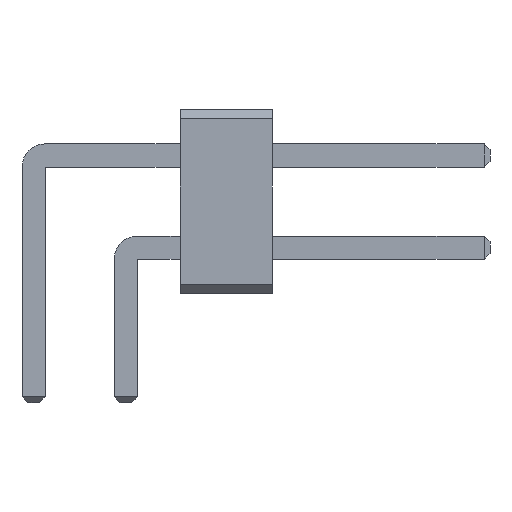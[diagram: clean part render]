
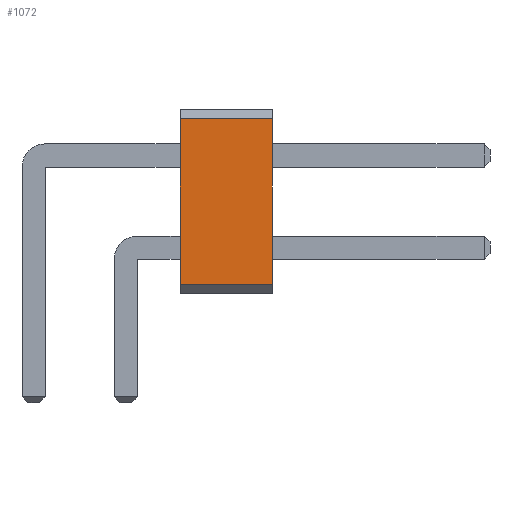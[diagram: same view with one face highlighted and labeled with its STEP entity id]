
A CAD part, front view. The second image highlights one B-rep face of the part: STEP entity #1072.
In plain terms, the highlighted planar face has unit normal (0, -1, 0).
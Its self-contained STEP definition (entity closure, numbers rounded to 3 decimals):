
#190 = VERTEX_POINT('',#191);
#191 = CARTESIAN_POINT('',(4.04,-6.35,4.826));
#197 = EDGE_CURVE('',#198,#190,#200,.T.);
#198 = VERTEX_POINT('',#199);
#199 = CARTESIAN_POINT('',(4.04,-6.35,0.254));
#200 = LINE('',#201,#202);
#201 = CARTESIAN_POINT('',(4.04,-6.35,0.254));
#202 = VECTOR('',#203,1.);
#203 = DIRECTION('',(0.,0.,1.));
#539 = VERTEX_POINT('',#540);
#540 = CARTESIAN_POINT('',(6.58,-6.35,4.826));
#546 = EDGE_CURVE('',#547,#539,#549,.T.);
#547 = VERTEX_POINT('',#548);
#548 = CARTESIAN_POINT('',(6.58,-6.35,0.254));
#549 = LINE('',#550,#551);
#550 = CARTESIAN_POINT('',(6.58,-6.35,0.254));
#551 = VECTOR('',#552,1.);
#552 = DIRECTION('',(0.,0.,1.));
#1044 = EDGE_CURVE('',#198,#547,#1045,.T.);
#1045 = LINE('',#1046,#1047);
#1046 = CARTESIAN_POINT('',(4.04,-6.35,0.254));
#1047 = VECTOR('',#1048,1.);
#1048 = DIRECTION('',(1.,0.,0.));
#1072 = ADVANCED_FACE('',(#1073),#1084,.T.);
#1073 = FACE_BOUND('',#1074,.T.);
#1074 = EDGE_LOOP('',(#1075,#1076,#1077,#1083));
#1075 = ORIENTED_EDGE('',*,*,#1044,.T.);
#1076 = ORIENTED_EDGE('',*,*,#546,.T.);
#1077 = ORIENTED_EDGE('',*,*,#1078,.F.);
#1078 = EDGE_CURVE('',#190,#539,#1079,.T.);
#1079 = LINE('',#1080,#1081);
#1080 = CARTESIAN_POINT('',(4.04,-6.35,4.826));
#1081 = VECTOR('',#1082,1.);
#1082 = DIRECTION('',(1.,0.,0.));
#1083 = ORIENTED_EDGE('',*,*,#197,.F.);
#1084 = PLANE('',#1085);
#1085 = AXIS2_PLACEMENT_3D('',#1086,#1087,#1088);
#1086 = CARTESIAN_POINT('',(4.04,-6.35,0.254));
#1087 = DIRECTION('',(0.,-1.,0.));
#1088 = DIRECTION('',(0.,0.,1.));
